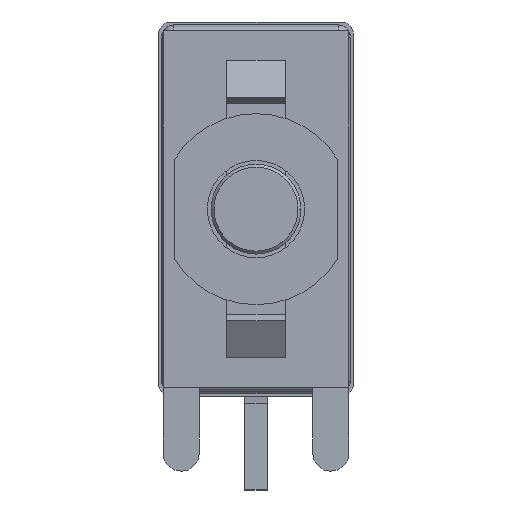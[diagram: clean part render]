
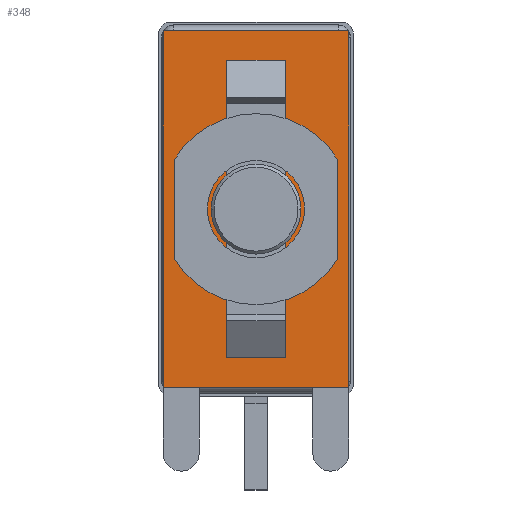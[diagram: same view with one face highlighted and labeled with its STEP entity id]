
A CAD part, left-side view. The second image highlights one B-rep face of the part: STEP entity #348.
In plain terms, the highlighted planar face has unit normal (-1, 0, 0).
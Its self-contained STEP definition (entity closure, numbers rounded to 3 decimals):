
#70=CARTESIAN_POINT('',(-16.715,-1.,1.3));
#71=VERTEX_POINT('',#70);
#72=CARTESIAN_POINT('',(-16.715,1.,1.3));
#73=VERTEX_POINT('',#72);
#74=CARTESIAN_POINT('',(-16.715,-1.,1.3));
#75=DIRECTION('',(0.0,1.0,0.0));
#76=VECTOR('',#75,2.);
#77=LINE('',#74,#76);
#78=EDGE_CURVE('',#71,#73,#77,.T.);
#110=CARTESIAN_POINT('',(-16.715,1.,11.4));
#111=VERTEX_POINT('',#110);
#112=CARTESIAN_POINT('',(-16.715,-1.,11.4));
#113=VERTEX_POINT('',#112);
#114=CARTESIAN_POINT('',(-16.715,1.,11.4));
#115=DIRECTION('',(0.0,-1.0,0.0));
#116=VECTOR('',#115,2.);
#117=LINE('',#114,#116);
#118=EDGE_CURVE('',#111,#113,#117,.T.);
#157=CARTESIAN_POINT('',(-16.715,1.,1.3));
#158=DIRECTION('',(0.0,0.0,1.0));
#159=VECTOR('',#158,10.1);
#160=LINE('',#157,#159);
#161=EDGE_CURVE('',#73,#111,#160,.T.);
#172=CARTESIAN_POINT('',(-16.715,-1.,11.4));
#173=DIRECTION('',(0.0,0.0,-1.0));
#174=VECTOR('',#173,10.1);
#175=LINE('',#172,#174);
#176=EDGE_CURVE('',#113,#71,#175,.T.);
#194=CARTESIAN_POINT('',(-16.715,3.15,12.4));
#195=VERTEX_POINT('',#194);
#196=CARTESIAN_POINT('',(-16.715,-3.15,12.4));
#197=VERTEX_POINT('',#196);
#198=CARTESIAN_POINT('',(-16.715,3.15,12.4));
#199=DIRECTION('',(0.0,-1.0,0.0));
#200=VECTOR('',#199,6.3);
#201=LINE('',#198,#200);
#202=EDGE_CURVE('',#195,#197,#201,.T.);
#234=CARTESIAN_POINT('',(-16.715,-3.15,0.3));
#235=VERTEX_POINT('',#234);
#236=CARTESIAN_POINT('',(-16.715,3.15,0.3));
#237=VERTEX_POINT('',#236);
#238=CARTESIAN_POINT('',(-16.715,-3.15,0.3));
#239=DIRECTION('',(0.0,1.0,0.0));
#240=VECTOR('',#239,6.3);
#241=LINE('',#238,#240);
#242=EDGE_CURVE('',#235,#237,#241,.T.);
#281=CARTESIAN_POINT('',(-16.715,3.15,12.4));
#282=DIRECTION('',(0.0,0.0,-1.0));
#283=VECTOR('',#282,12.1);
#284=LINE('',#281,#283);
#285=EDGE_CURVE('',#195,#237,#284,.T.);
#319=CARTESIAN_POINT('',(-16.715,-3.15,12.4));
#320=DIRECTION('',(0.0,0.0,-1.0));
#321=VECTOR('',#320,12.1);
#322=LINE('',#319,#321);
#323=EDGE_CURVE('',#197,#235,#322,.T.);
#331=CARTESIAN_POINT('',(-16.715,0.,6.35));
#332=DIRECTION('',(1.0,0.0,0.0));
#333=DIRECTION('',(0.0,0.0,1.0));
#334=AXIS2_PLACEMENT_3D('',#331,#332,#333);
#335=PLANE('',#334);
#336=ORIENTED_EDGE('',*,*,#285,.T.);
#337=ORIENTED_EDGE('',*,*,#242,.F.);
#338=ORIENTED_EDGE('',*,*,#323,.F.);
#339=ORIENTED_EDGE('',*,*,#202,.F.);
#340=EDGE_LOOP('',(#336,#337,#338,#339));
#341=FACE_OUTER_BOUND('',#340,.T.);
#342=ORIENTED_EDGE('',*,*,#118,.T.);
#343=ORIENTED_EDGE('',*,*,#176,.T.);
#344=ORIENTED_EDGE('',*,*,#78,.T.);
#345=ORIENTED_EDGE('',*,*,#161,.T.);
#346=EDGE_LOOP('',(#342,#343,#344,#345));
#347=FACE_BOUND('',#346,.T.);
#348=ADVANCED_FACE('',(#341,#347),#335,.F.);
